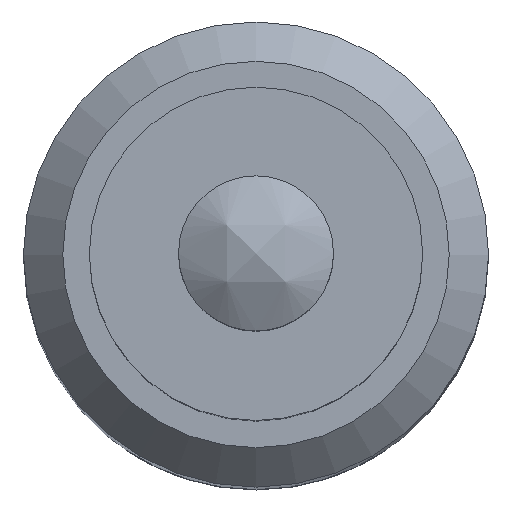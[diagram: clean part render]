
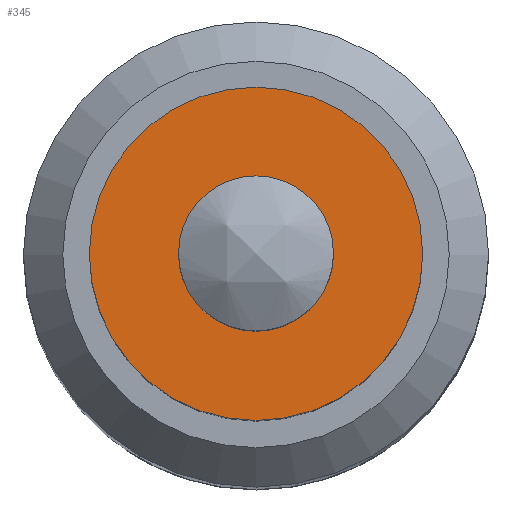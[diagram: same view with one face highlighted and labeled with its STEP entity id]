
A CAD part, top view. The second image highlights one B-rep face of the part: STEP entity #345.
In plain terms, the highlighted face is planar.
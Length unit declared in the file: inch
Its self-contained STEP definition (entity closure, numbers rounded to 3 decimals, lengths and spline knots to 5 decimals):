
#2 = CARTESIAN_POINT ( 'NONE',  ( 0., 1.06268, 0. ) ) ;
#16 = AXIS2_PLACEMENT_3D ( 'NONE', #196, #127, #131 ) ;
#39 = CIRCLE ( 'NONE', #16, 0.03937 ) ;
#56 = FACE_BOUND ( 'NONE', #66, .T. ) ;
#66 = EDGE_LOOP ( 'NONE', ( #186 ) ) ;
#82 = FACE_OUTER_BOUND ( 'NONE', #280, .T. ) ;
#84 = CARTESIAN_POINT ( 'NONE',  ( 0., 1.06268, 0.08465 ) ) ;
#95 = CARTESIAN_POINT ( 'NONE',  ( 0.08465, 1.06268, 0. ) ) ;
#97 = EDGE_CURVE ( 'NONE', #258, #258, #201, .T. ) ;
#127 = DIRECTION ( 'NONE',  ( 0., 1., 0. ) ) ;
#131 = DIRECTION ( 'NONE',  ( 1., 0., 0. ) ) ;
#154 = DIRECTION ( 'NONE',  ( 0., -1., 0. ) ) ;
#184 = ORIENTED_EDGE ( 'NONE', *, *, #97, .F. ) ;
#185 = DIRECTION ( 'NONE',  ( 1., 0., 0. ) ) ;
#186 = ORIENTED_EDGE ( 'NONE', *, *, #424, .F. ) ;
#196 = CARTESIAN_POINT ( 'NONE',  ( 0., 1.06268, 0. ) ) ;
#201 = CIRCLE ( 'NONE', #273, 0.08465 ) ;
#213 = PLANE ( 'NONE',  #232 ) ;
#232 = AXIS2_PLACEMENT_3D ( 'NONE', #84, #154, #185 ) ;
#252 = CARTESIAN_POINT ( 'NONE',  ( 0.03937, 1.06268, 0. ) ) ;
#258 = VERTEX_POINT ( 'NONE', #95 ) ;
#268 = DIRECTION ( 'NONE',  ( 1., 0., 0. ) ) ;
#273 = AXIS2_PLACEMENT_3D ( 'NONE', #2, #369, #268 ) ;
#280 = EDGE_LOOP ( 'NONE', ( #184 ) ) ;
#345 = ADVANCED_FACE ( 'NONE', ( #82, #56 ), #213, .F. ) ;
#364 = VERTEX_POINT ( 'NONE', #252 ) ;
#369 = DIRECTION ( 'NONE',  ( 0., -1., 0. ) ) ;
#424 = EDGE_CURVE ( 'NONE', #364, #364, #39, .T. ) ;
